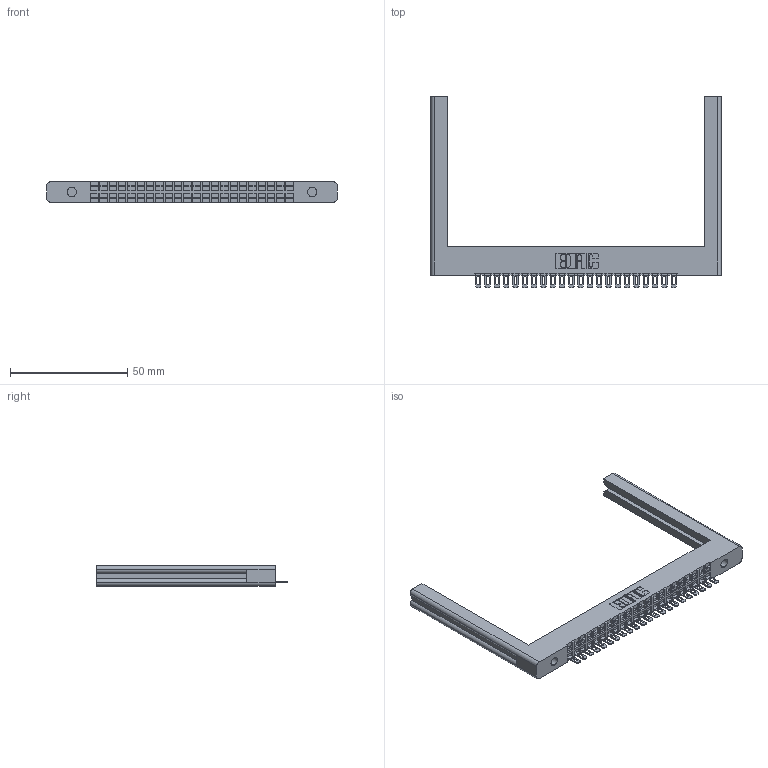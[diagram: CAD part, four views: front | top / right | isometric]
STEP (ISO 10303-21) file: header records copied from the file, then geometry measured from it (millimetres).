
FILE_DESCRIPTION (( 'STEP AP203' ), '1' );
FILE_NAME ('322-022-501-154.STEP', '2018-08-01T11:23:58', ( '' ), ( '' ), 'SwSTEP 2.0', 'SolidWorks 2016', '' );
FILE_SCHEMA (( 'CONFIG_CONTROL_DESIGN' ));
Length unit declared in the file: inch
Products named in the file (3): 322 Part; 322-022-501-154; 307-290-002_501
Assembly tree (23 placements, depth 2):
  322-022-501-154
    322 Part
    307-290-002_501  x22
Bounding box: 123.83 x 81.61 x 8.71 mm (x, y, z)
Volume: 16141.9 mm3; surface area: 19100.9 mm2
Topology: 23 solids, 23 shells, 1817 faces, 5681 edges, 3786 vertices
Faces by surface type: plane 1191, cylinder 626
Entity records: 23364 total; most frequent: ORIENTED_EDGE 4054, CARTESIAN_POINT 4044, DIRECTION 3605, EDGE_CURVE 2027, LINE 1783, VECTOR 1783, VERTEX_POINT 1350, AXIS2_PLACEMENT_3D 911
